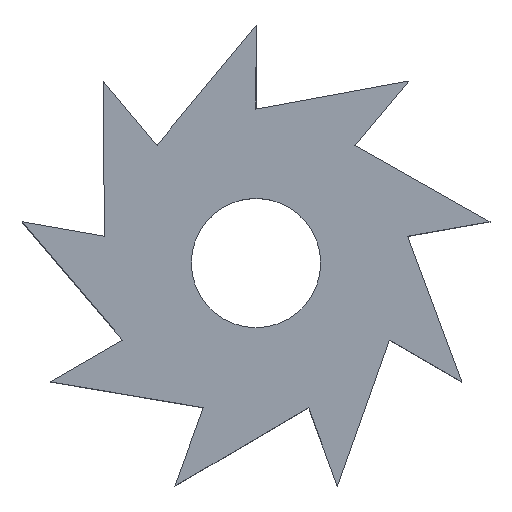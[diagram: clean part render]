
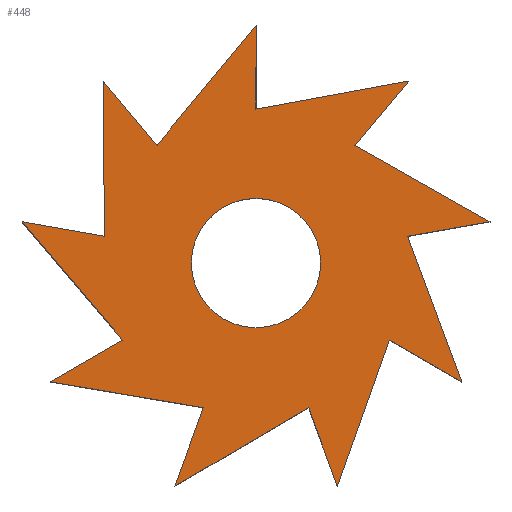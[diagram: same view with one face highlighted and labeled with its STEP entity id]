
A CAD part, top view. The second image highlights one B-rep face of the part: STEP entity #448.
In plain terms, the highlighted planar face has unit normal (0, 0, 1).
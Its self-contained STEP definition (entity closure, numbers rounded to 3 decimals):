
#18=FACE_BOUND('',#48,.T.);
#22=FACE_OUTER_BOUND('',#47,.T.);
#47=EDGE_LOOP('',(#305,#306,#307,#308,#309,#310,#311,#312,#313,#314,#315,
#316,#317,#318,#319,#320,#321,#322));
#48=EDGE_LOOP('',(#323));
#73=CIRCLE('',#497,1.7);
#77=LINE('',#653,#136);
#78=LINE('',#655,#137);
#79=LINE('',#657,#138);
#80=LINE('',#659,#139);
#81=LINE('',#661,#140);
#82=LINE('',#663,#141);
#83=LINE('',#665,#142);
#84=LINE('',#667,#143);
#85=LINE('',#669,#144);
#86=LINE('',#671,#145);
#87=LINE('',#673,#146);
#88=LINE('',#675,#147);
#89=LINE('',#677,#148);
#90=LINE('',#679,#149);
#91=LINE('',#681,#150);
#92=LINE('',#683,#151);
#93=LINE('',#685,#152);
#94=LINE('',#686,#153);
#136=VECTOR('',#537,10.);
#137=VECTOR('',#538,10.);
#138=VECTOR('',#539,10.);
#139=VECTOR('',#540,10.);
#140=VECTOR('',#541,10.);
#141=VECTOR('',#542,10.);
#142=VECTOR('',#543,10.);
#143=VECTOR('',#544,10.);
#144=VECTOR('',#545,10.);
#145=VECTOR('',#546,10.);
#146=VECTOR('',#547,10.);
#147=VECTOR('',#548,10.);
#148=VECTOR('',#549,10.);
#149=VECTOR('',#550,10.);
#150=VECTOR('',#551,10.);
#151=VECTOR('',#552,10.);
#152=VECTOR('',#553,10.);
#153=VECTOR('',#554,10.);
#196=VERTEX_POINT('',#647);
#197=VERTEX_POINT('',#651);
#198=VERTEX_POINT('',#652);
#199=VERTEX_POINT('',#654);
#200=VERTEX_POINT('',#656);
#201=VERTEX_POINT('',#658);
#202=VERTEX_POINT('',#660);
#203=VERTEX_POINT('',#662);
#204=VERTEX_POINT('',#664);
#205=VERTEX_POINT('',#666);
#206=VERTEX_POINT('',#668);
#207=VERTEX_POINT('',#670);
#208=VERTEX_POINT('',#672);
#209=VERTEX_POINT('',#674);
#210=VERTEX_POINT('',#676);
#211=VERTEX_POINT('',#678);
#212=VERTEX_POINT('',#680);
#213=VERTEX_POINT('',#682);
#214=VERTEX_POINT('',#684);
#238=EDGE_CURVE('',#196,#196,#73,.T.);
#240=EDGE_CURVE('',#197,#198,#77,.T.);
#241=EDGE_CURVE('',#198,#199,#78,.T.);
#242=EDGE_CURVE('',#199,#200,#79,.T.);
#243=EDGE_CURVE('',#200,#201,#80,.T.);
#244=EDGE_CURVE('',#201,#202,#81,.T.);
#245=EDGE_CURVE('',#202,#203,#82,.T.);
#246=EDGE_CURVE('',#203,#204,#83,.T.);
#247=EDGE_CURVE('',#204,#205,#84,.T.);
#248=EDGE_CURVE('',#205,#206,#85,.T.);
#249=EDGE_CURVE('',#206,#207,#86,.T.);
#250=EDGE_CURVE('',#207,#208,#87,.T.);
#251=EDGE_CURVE('',#208,#209,#88,.T.);
#252=EDGE_CURVE('',#209,#210,#89,.T.);
#253=EDGE_CURVE('',#210,#211,#90,.T.);
#254=EDGE_CURVE('',#211,#212,#91,.T.);
#255=EDGE_CURVE('',#212,#213,#92,.T.);
#256=EDGE_CURVE('',#213,#214,#93,.T.);
#257=EDGE_CURVE('',#214,#197,#94,.T.);
#305=ORIENTED_EDGE('',*,*,#240,.T.);
#306=ORIENTED_EDGE('',*,*,#241,.T.);
#307=ORIENTED_EDGE('',*,*,#242,.T.);
#308=ORIENTED_EDGE('',*,*,#243,.T.);
#309=ORIENTED_EDGE('',*,*,#244,.T.);
#310=ORIENTED_EDGE('',*,*,#245,.T.);
#311=ORIENTED_EDGE('',*,*,#246,.T.);
#312=ORIENTED_EDGE('',*,*,#247,.T.);
#313=ORIENTED_EDGE('',*,*,#248,.T.);
#314=ORIENTED_EDGE('',*,*,#249,.T.);
#315=ORIENTED_EDGE('',*,*,#250,.T.);
#316=ORIENTED_EDGE('',*,*,#251,.T.);
#317=ORIENTED_EDGE('',*,*,#252,.T.);
#318=ORIENTED_EDGE('',*,*,#253,.T.);
#319=ORIENTED_EDGE('',*,*,#254,.T.);
#320=ORIENTED_EDGE('',*,*,#255,.T.);
#321=ORIENTED_EDGE('',*,*,#256,.T.);
#322=ORIENTED_EDGE('',*,*,#257,.T.);
#323=ORIENTED_EDGE('',*,*,#238,.T.);
#425=PLANE('',#498);
#448=ADVANCED_FACE('',(#22,#18),#425,.T.);
#497=AXIS2_PLACEMENT_3D('',#648,#532,#533);
#498=AXIS2_PLACEMENT_3D('',#650,#535,#536);
#532=DIRECTION('center_axis',(0.,0.,-1.));
#533=DIRECTION('ref_axis',(-1.,0.,0.));
#535=DIRECTION('center_axis',(0.,0.,1.));
#536=DIRECTION('ref_axis',(1.,0.,0.));
#537=DIRECTION('',(-0.985,0.174,0.));
#538=DIRECTION('',(0.648,-0.761,0.));
#539=DIRECTION('',(-0.866,-0.5,0.));
#540=DIRECTION('',(0.986,-0.167,0.));
#541=DIRECTION('',(-0.342,-0.94,0.));
#542=DIRECTION('',(0.862,0.506,0.));
#543=DIRECTION('',(0.342,-0.94,0.));
#544=DIRECTION('',(0.335,0.942,0.));
#545=DIRECTION('',(0.866,-0.5,0.));
#546=DIRECTION('',(-0.349,0.937,0.));
#547=DIRECTION('',(0.985,0.174,0.));
#548=DIRECTION('',(-0.87,0.494,0.));
#549=DIRECTION('',(0.643,0.766,0.));
#550=DIRECTION('',(-0.984,-0.181,0.));
#551=DIRECTION('',(0.,1.,0.));
#552=DIRECTION('',(-0.637,-0.771,0.));
#553=DIRECTION('',(-0.643,0.766,0.));
#554=DIRECTION('',(0.007,-1.,0.));
#647=CARTESIAN_POINT('',(1.7,0.,4.));
#648=CARTESIAN_POINT('Origin',(0.,0.,4.));
#650=CARTESIAN_POINT('Origin',(0.,0.188,4.));
#651=CARTESIAN_POINT('',(-3.988,0.703,4.));
#652=CARTESIAN_POINT('',(-6.155,1.085,4.));
#653=CARTESIAN_POINT('',(-3.988,0.703,4.));
#654=CARTESIAN_POINT('',(-3.507,-2.025,4.));
#655=CARTESIAN_POINT('',(-6.155,1.085,4.));
#656=CARTESIAN_POINT('',(-5.413,-3.125,4.));
#657=CARTESIAN_POINT('',(-3.507,-2.025,4.));
#658=CARTESIAN_POINT('',(-1.385,-3.806,4.));
#659=CARTESIAN_POINT('',(-5.413,-3.125,4.));
#660=CARTESIAN_POINT('',(-2.138,-5.873,4.));
#661=CARTESIAN_POINT('',(-1.385,-3.806,4.));
#662=CARTESIAN_POINT('',(1.385,-3.806,4.));
#663=CARTESIAN_POINT('',(-2.138,-5.873,4.));
#664=CARTESIAN_POINT('',(2.138,-5.873,4.));
#665=CARTESIAN_POINT('',(1.385,-3.806,4.));
#666=CARTESIAN_POINT('',(3.507,-2.025,4.));
#667=CARTESIAN_POINT('',(2.138,-5.873,4.));
#668=CARTESIAN_POINT('',(5.413,-3.125,4.));
#669=CARTESIAN_POINT('',(3.507,-2.025,4.));
#670=CARTESIAN_POINT('',(3.988,0.703,4.));
#671=CARTESIAN_POINT('',(5.413,-3.125,4.));
#672=CARTESIAN_POINT('',(6.155,1.085,4.));
#673=CARTESIAN_POINT('',(3.988,0.703,4.));
#674=CARTESIAN_POINT('',(2.603,3.102,4.));
#675=CARTESIAN_POINT('',(6.155,1.085,4.));
#676=CARTESIAN_POINT('',(4.017,4.788,4.));
#677=CARTESIAN_POINT('',(2.603,3.102,4.));
#678=CARTESIAN_POINT('',(0.,4.05,4.));
#679=CARTESIAN_POINT('',(4.017,4.788,4.));
#680=CARTESIAN_POINT('',(0.,6.25,4.));
#681=CARTESIAN_POINT('',(0.,4.05,4.));
#682=CARTESIAN_POINT('',(-2.603,3.102,4.));
#683=CARTESIAN_POINT('',(0.,6.25,4.));
#684=CARTESIAN_POINT('',(-4.017,4.788,4.));
#685=CARTESIAN_POINT('',(-2.603,3.102,4.));
#686=CARTESIAN_POINT('',(-4.017,4.788,4.));
